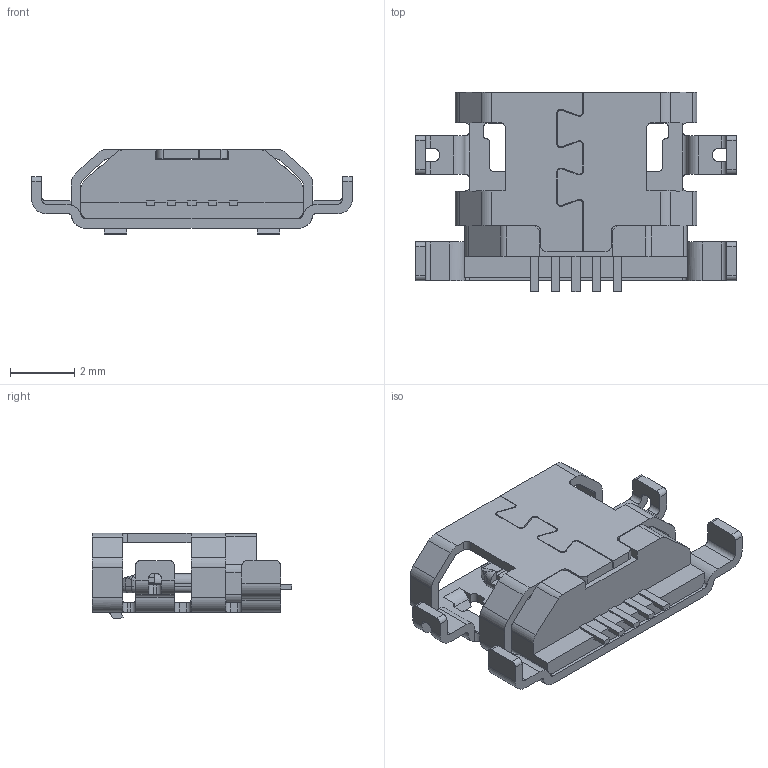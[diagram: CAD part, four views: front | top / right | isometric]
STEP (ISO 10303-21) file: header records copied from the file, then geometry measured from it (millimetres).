
FILE_DESCRIPTION(('CoCreate Modeling STEP Export'),'2;1');
FILE_NAME('010101010-380 沉板1.6 四脚插板无翻边带半边铁片.stp','2017-05-05T10:01:28',(''),(''),'CoCreate Modeling STEP processor for AP214 (Solid Model)','CoCreate Modeling 16.00 13-May-2008 (C) Parametric Technology GmbH','');
FILE_SCHEMA(('AUTOMOTIVE_DESIGN { 1 0 10303 214 1 1 1 1 }'));
Length unit declared in the file: millimetre
Products named in the file (36): 05; p1; ASM0001_ASM; 1_6_X2_4FEE653953CD5411_X0_1_2-; ASSY_ASM_205; _X2_53CD5411_X0_1_2-_X2_5E2694C; 05-0561157_B__STP; 05_1; 5_18_X2_4FEE653953CD5411_X0_1_2; _X2_53CD54116C89677F_X0_1_2_STP; _X2_53CD54116C89677F_X0_1_2_X2_; 05-0561157_B_-2_ASM; 05-0561457-BH（A）.stp; 12.stp; 010101010-004.1; PLATE; MICRO_2_1_ASM; 010101010-362沉板2.1带半边铁片.stp; 010101010-004.1.1; 改后-沉板1.6带铁片.1
Assembly tree (35 placements, depth 12):
  改后-沉板1.6带铁片.1
    010101010-004.1.1
      05
    010101010-362沉板2.1带半边铁片.stp
      MICRO_2_1_ASM
        PLATE
    010101010-004.1
      05-0561457-BH（A）.stp
        05-0561157_B_-2_ASM
          12.stp
            05-0561457-BH（A）.stp
              05-0561157_B_-2_ASM
                _X2_53CD54116C89677F_X0_1_2_X2_
                  _X2_53CD54116C89677F_X0_1_2_STP
                  05-0561157_B__STP
                  1_6_X2_4FEE653953CD5411_X0_1_2-
          _X2_53CD54116C89677F_X0_1_2_X2_
            _X2_53CD54116C89677F_X0_1_2_STP
              5_18_X2_4FEE653953CD5411_X0_1_2
                05_1
                ASM0001_ASM
            05-0561157_B__STP
              _X2_53CD5411_X0_1_2-_X2_5E2694C
                ASM0001_ASM
                  ASSY_ASM_205
            1_6_X2_4FEE653953CD5411_X0_1_2-
              ASM0001_ASM
        p1
      05
Bounding box: 9.95 x 6.2 x 2.65 mm (x, y, z)
Volume: 0.5 mm3; surface area: 287 mm2
Topology: 1 solids, 29 shells, 851 faces, 2408 edges, 1549 vertices
Faces by surface type: plane 526, cylinder 297, cone 12, torus 8, bspline 6, extrusion 2
Entity records: 28107 total; most frequent: CARTESIAN_POINT 5686, ORIENTED_EDGE 4829, DIRECTION 4287, EDGE_CURVE 2406, VECTOR 1647, LINE 1645, VERTEX_POINT 1549, AXIS2_PLACEMENT_3D 1320
